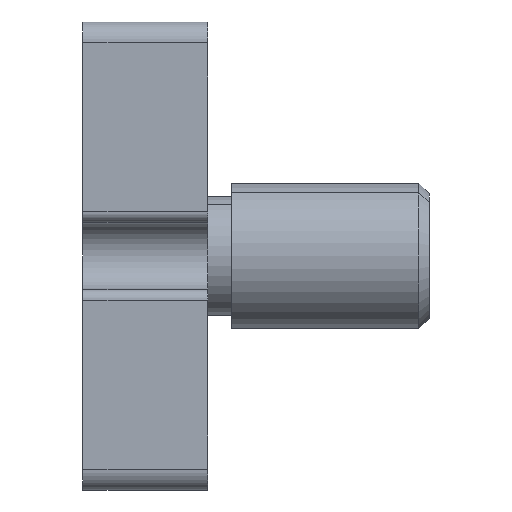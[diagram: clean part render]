
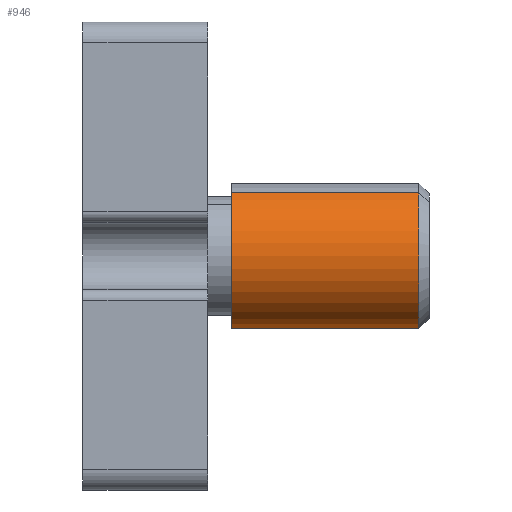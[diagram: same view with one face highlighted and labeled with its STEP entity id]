
A CAD part, left-side view. The second image highlights one B-rep face of the part: STEP entity #946.
In plain terms, the highlighted cylindrical face has radius 7 mm (diameter 14 mm), a partial arc.
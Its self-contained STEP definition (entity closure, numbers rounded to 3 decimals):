
#276 = DIRECTION ( 'NONE',  ( 0., 1., 0. ) ) ;
#317 = LINE ( 'NONE', #2784, #1056 ) ;
#393 = VERTEX_POINT ( 'NONE', #2608 ) ;
#397 = EDGE_CURVE ( 'NONE', #1508, #2257, #317, .T. ) ;
#430 = VERTEX_POINT ( 'NONE', #2764 ) ;
#454 = VECTOR ( 'NONE', #1538, 1000. ) ;
#526 = LINE ( 'NONE', #1692, #454 ) ;
#643 = AXIS2_PLACEMENT_3D ( 'NONE', #711, #1155, #2203 ) ;
#711 = CARTESIAN_POINT ( 'NONE',  ( 0., 19., 0. ) ) ;
#722 = CIRCLE ( 'NONE', #2668, 7. ) ;
#801 = ORIENTED_EDGE ( 'NONE', *, *, #397, .F. ) ;
#847 = AXIS2_PLACEMENT_3D ( 'NONE', #901, #276, #1758 ) ;
#862 = EDGE_CURVE ( 'NONE', #430, #1508, #722, .T. ) ;
#901 = CARTESIAN_POINT ( 'NONE',  ( 0., 1., 0. ) ) ;
#946 = ADVANCED_FACE ( 'NONE', ( #2443 ), #1954, .T. ) ;
#962 = ORIENTED_EDGE ( 'NONE', *, *, #1655, .T. ) ;
#970 = CIRCLE ( 'NONE', #847, 7. ) ;
#1056 = VECTOR ( 'NONE', #1144, 1000. ) ;
#1144 = DIRECTION ( 'NONE',  ( 0., -1., 0. ) ) ;
#1155 = DIRECTION ( 'NONE',  ( 0., -1., 0. ) ) ;
#1224 = ORIENTED_EDGE ( 'NONE', *, *, #2796, .T. ) ;
#1453 = DIRECTION ( 'NONE',  ( 0., 0., 1. ) ) ;
#1508 = VERTEX_POINT ( 'NONE', #1638 ) ;
#1538 = DIRECTION ( 'NONE',  ( 0., -1., 0. ) ) ;
#1564 = ORIENTED_EDGE ( 'NONE', *, *, #862, .F. ) ;
#1638 = CARTESIAN_POINT ( 'NONE',  ( 0., 19., -7. ) ) ;
#1655 = EDGE_CURVE ( 'NONE', #430, #393, #526, .T. ) ;
#1692 = CARTESIAN_POINT ( 'NONE',  ( 0., 19., 7. ) ) ;
#1758 = DIRECTION ( 'NONE',  ( 0., 0., 1. ) ) ;
#1833 = DIRECTION ( 'NONE',  ( 0., 1., 0. ) ) ;
#1912 = CARTESIAN_POINT ( 'NONE',  ( 0., 1., -7. ) ) ;
#1954 = CYLINDRICAL_SURFACE ( 'NONE', #643, 7. ) ;
#2047 = CARTESIAN_POINT ( 'NONE',  ( 0., 19., 0. ) ) ;
#2203 = DIRECTION ( 'NONE',  ( 0., 0., -1. ) ) ;
#2257 = VERTEX_POINT ( 'NONE', #1912 ) ;
#2443 = FACE_OUTER_BOUND ( 'NONE', #2566, .T. ) ;
#2566 = EDGE_LOOP ( 'NONE', ( #1564, #962, #1224, #801 ) ) ;
#2608 = CARTESIAN_POINT ( 'NONE',  ( 0., 1., 7. ) ) ;
#2668 = AXIS2_PLACEMENT_3D ( 'NONE', #2047, #1833, #1453 ) ;
#2764 = CARTESIAN_POINT ( 'NONE',  ( 0., 19., 7. ) ) ;
#2784 = CARTESIAN_POINT ( 'NONE',  ( 0., 19., -7. ) ) ;
#2796 = EDGE_CURVE ( 'NONE', #393, #2257, #970, .T. ) ;
